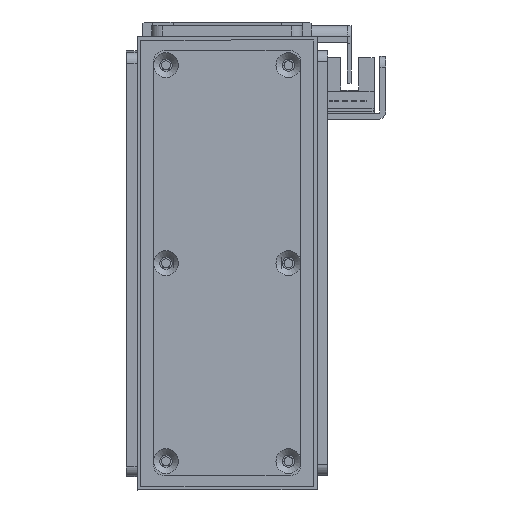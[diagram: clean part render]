
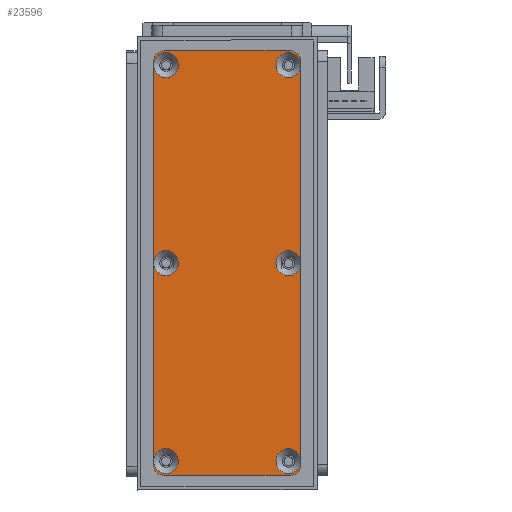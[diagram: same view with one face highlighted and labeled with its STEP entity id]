
A CAD part, front view. The second image highlights one B-rep face of the part: STEP entity #23596.
In plain terms, the highlighted face is planar.
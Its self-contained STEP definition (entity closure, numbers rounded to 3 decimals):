
#964=FACE_BOUND('',#4361,.T.);
#965=FACE_BOUND('',#4362,.T.);
#966=FACE_BOUND('',#4363,.T.);
#967=FACE_BOUND('',#4364,.T.);
#968=FACE_BOUND('',#4365,.T.);
#969=FACE_BOUND('',#4366,.T.);
#1556=PLANE('',#26293);
#2700=FACE_OUTER_BOUND('',#4360,.T.);
#4360=EDGE_LOOP('',(#20946,#20947,#20948,#20949,#20950,#20951,#20952,#20953));
#4361=EDGE_LOOP('',(#20954));
#4362=EDGE_LOOP('',(#20955));
#4363=EDGE_LOOP('',(#20956));
#4364=EDGE_LOOP('',(#20957));
#4365=EDGE_LOOP('',(#20958));
#4366=EDGE_LOOP('',(#20959));
#6381=LINE('',#40453,#8552);
#6385=LINE('',#40465,#8556);
#6389=LINE('',#40477,#8560);
#6393=LINE('',#40487,#8564);
#8552=VECTOR('',#32366,10.);
#8556=VECTOR('',#32378,10.);
#8560=VECTOR('',#32390,10.);
#8564=VECTOR('',#32402,10.);
#9737=CIRCLE('',#26247,3.45);
#9740=CIRCLE('',#26252,3.45);
#9743=CIRCLE('',#26257,3.45);
#9746=CIRCLE('',#26262,3.45);
#9749=CIRCLE('',#26267,3.45);
#9752=CIRCLE('',#26272,3.45);
#9756=CIRCLE('',#26278,3.);
#9758=CIRCLE('',#26282,3.);
#9760=CIRCLE('',#26286,3.);
#9762=CIRCLE('',#26290,3.);
#11750=VERTEX_POINT('',#40381);
#11753=VERTEX_POINT('',#40391);
#11756=VERTEX_POINT('',#40401);
#11759=VERTEX_POINT('',#40411);
#11762=VERTEX_POINT('',#40421);
#11765=VERTEX_POINT('',#40431);
#11770=VERTEX_POINT('',#40444);
#11771=VERTEX_POINT('',#40446);
#11773=VERTEX_POINT('',#40452);
#11775=VERTEX_POINT('',#40458);
#11777=VERTEX_POINT('',#40464);
#11779=VERTEX_POINT('',#40470);
#11781=VERTEX_POINT('',#40476);
#11783=VERTEX_POINT('',#40482);
#14847=EDGE_CURVE('',#11750,#11750,#9737,.T.);
#14852=EDGE_CURVE('',#11753,#11753,#9740,.T.);
#14857=EDGE_CURVE('',#11756,#11756,#9743,.T.);
#14862=EDGE_CURVE('',#11759,#11759,#9746,.T.);
#14867=EDGE_CURVE('',#11762,#11762,#9749,.T.);
#14872=EDGE_CURVE('',#11765,#11765,#9752,.T.);
#14879=EDGE_CURVE('',#11771,#11770,#9756,.T.);
#14882=EDGE_CURVE('',#11773,#11771,#6381,.T.);
#14885=EDGE_CURVE('',#11775,#11773,#9758,.T.);
#14888=EDGE_CURVE('',#11777,#11775,#6385,.T.);
#14891=EDGE_CURVE('',#11779,#11777,#9760,.T.);
#14894=EDGE_CURVE('',#11781,#11779,#6389,.T.);
#14897=EDGE_CURVE('',#11783,#11781,#9762,.T.);
#14900=EDGE_CURVE('',#11770,#11783,#6393,.T.);
#20946=ORIENTED_EDGE('',*,*,#14900,.T.);
#20947=ORIENTED_EDGE('',*,*,#14897,.T.);
#20948=ORIENTED_EDGE('',*,*,#14894,.T.);
#20949=ORIENTED_EDGE('',*,*,#14891,.T.);
#20950=ORIENTED_EDGE('',*,*,#14888,.T.);
#20951=ORIENTED_EDGE('',*,*,#14885,.T.);
#20952=ORIENTED_EDGE('',*,*,#14882,.T.);
#20953=ORIENTED_EDGE('',*,*,#14879,.T.);
#20954=ORIENTED_EDGE('',*,*,#14847,.T.);
#20955=ORIENTED_EDGE('',*,*,#14852,.T.);
#20956=ORIENTED_EDGE('',*,*,#14857,.T.);
#20957=ORIENTED_EDGE('',*,*,#14862,.T.);
#20958=ORIENTED_EDGE('',*,*,#14867,.T.);
#20959=ORIENTED_EDGE('',*,*,#14872,.T.);
#23596=ADVANCED_FACE('',(#2700,#964,#965,#966,#967,#968,#969),#1556,.T.);
#26247=AXIS2_PLACEMENT_3D('',#40382,#32285,#32286);
#26252=AXIS2_PLACEMENT_3D('',#40392,#32297,#32298);
#26257=AXIS2_PLACEMENT_3D('',#40402,#32309,#32310);
#26262=AXIS2_PLACEMENT_3D('',#40412,#32321,#32322);
#26267=AXIS2_PLACEMENT_3D('',#40422,#32333,#32334);
#26272=AXIS2_PLACEMENT_3D('',#40432,#32345,#32346);
#26278=AXIS2_PLACEMENT_3D('',#40447,#32360,#32361);
#26282=AXIS2_PLACEMENT_3D('',#40459,#32372,#32373);
#26286=AXIS2_PLACEMENT_3D('',#40471,#32384,#32385);
#26290=AXIS2_PLACEMENT_3D('',#40483,#32396,#32397);
#26293=AXIS2_PLACEMENT_3D('',#40489,#32405,#32406);
#32285=DIRECTION('center_axis',(0.,0.,-1.));
#32286=DIRECTION('ref_axis',(1.,0.,0.));
#32297=DIRECTION('center_axis',(0.,0.,-1.));
#32298=DIRECTION('ref_axis',(1.,0.,0.));
#32309=DIRECTION('center_axis',(0.,0.,-1.));
#32310=DIRECTION('ref_axis',(1.,0.,0.));
#32321=DIRECTION('center_axis',(0.,0.,-1.));
#32322=DIRECTION('ref_axis',(1.,0.,0.));
#32333=DIRECTION('center_axis',(0.,0.,-1.));
#32334=DIRECTION('ref_axis',(1.,0.,0.));
#32345=DIRECTION('center_axis',(0.,0.,-1.));
#32346=DIRECTION('ref_axis',(1.,0.,0.));
#32360=DIRECTION('center_axis',(0.,0.,1.));
#32361=DIRECTION('ref_axis',(-1.,0.,0.));
#32366=DIRECTION('',(0.,1.,0.));
#32372=DIRECTION('center_axis',(0.,0.,1.));
#32373=DIRECTION('ref_axis',(0.,1.,0.));
#32378=DIRECTION('',(1.,0.,0.));
#32384=DIRECTION('center_axis',(0.,0.,1.));
#32385=DIRECTION('ref_axis',(1.,0.,0.));
#32390=DIRECTION('',(0.,-1.,0.));
#32396=DIRECTION('center_axis',(0.,0.,1.));
#32397=DIRECTION('ref_axis',(0.,-1.,0.));
#32402=DIRECTION('',(-1.,0.,0.));
#32405=DIRECTION('center_axis',(0.,0.,1.));
#32406=DIRECTION('ref_axis',(1.,0.,0.));
#40381=CARTESIAN_POINT('',(110.55,3.5,3.));
#40382=CARTESIAN_POINT('Origin',(114.,3.5,3.));
#40391=CARTESIAN_POINT('',(55.55,37.5,3.));
#40392=CARTESIAN_POINT('Origin',(59.,37.5,3.));
#40401=CARTESIAN_POINT('',(55.55,3.5,3.));
#40402=CARTESIAN_POINT('Origin',(59.,3.5,3.));
#40411=CARTESIAN_POINT('',(0.55,37.5,3.));
#40412=CARTESIAN_POINT('Origin',(4.,37.5,3.));
#40421=CARTESIAN_POINT('',(110.55,37.5,3.));
#40422=CARTESIAN_POINT('Origin',(114.,37.5,3.));
#40431=CARTESIAN_POINT('',(0.55,3.5,3.));
#40432=CARTESIAN_POINT('Origin',(4.,3.5,3.));
#40444=CARTESIAN_POINT('',(115.,41.,3.));
#40446=CARTESIAN_POINT('',(118.,38.,3.));
#40447=CARTESIAN_POINT('Origin',(115.,38.,3.));
#40452=CARTESIAN_POINT('',(118.,3.,3.));
#40453=CARTESIAN_POINT('',(118.,38.,3.));
#40458=CARTESIAN_POINT('',(115.,0.,3.));
#40459=CARTESIAN_POINT('Origin',(115.,3.,3.));
#40464=CARTESIAN_POINT('',(3.,0.,3.));
#40465=CARTESIAN_POINT('',(115.,0.,3.));
#40470=CARTESIAN_POINT('',(0.,3.,3.));
#40471=CARTESIAN_POINT('Origin',(3.,3.,3.));
#40476=CARTESIAN_POINT('',(0.,38.,3.));
#40477=CARTESIAN_POINT('',(0.,3.,3.));
#40482=CARTESIAN_POINT('',(3.,41.,3.));
#40483=CARTESIAN_POINT('Origin',(3.,38.,3.));
#40487=CARTESIAN_POINT('',(3.,41.,3.));
#40489=CARTESIAN_POINT('Origin',(59.,20.5,3.));
